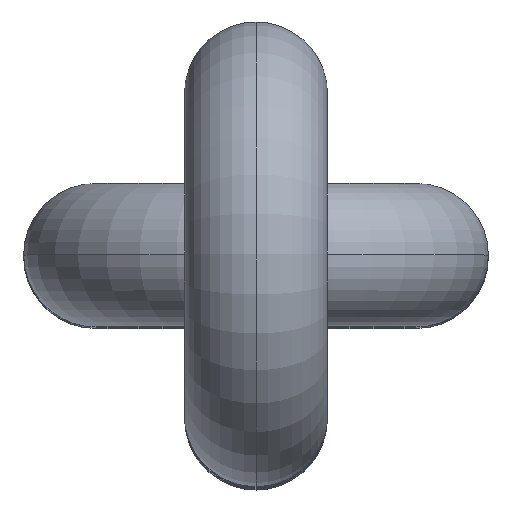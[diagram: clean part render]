
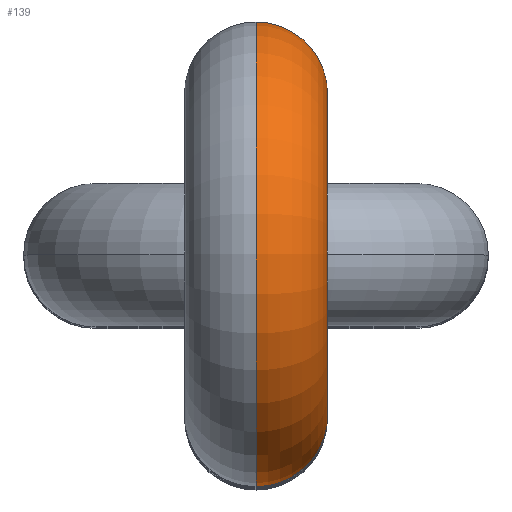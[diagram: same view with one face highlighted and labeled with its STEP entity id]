
A CAD part, top view. The second image highlights one B-rep face of the part: STEP entity #139.
In plain terms, the highlighted toroidal (fillet/blend) face has major radius 4.68 mm and minor radius 2.08 mm.
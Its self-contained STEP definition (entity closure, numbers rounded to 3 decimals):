
#7=CARTESIAN_POINT('',(0.,-4.68,6.8));
#8=DIRECTION('',(0.,0.,-1.));
#9=DIRECTION('',(0.,1.,0.));
#10=AXIS2_PLACEMENT_3D('',#7,#8,#9);
#21=CARTESIAN_POINT('',(0.,4.68,6.8));
#22=DIRECTION('',(0.,0.,1.));
#23=DIRECTION('',(0.,-1.,0.));
#24=AXIS2_PLACEMENT_3D('',#21,#22,#23);
#26=CARTESIAN_POINT('',(0.,0.,6.8));
#27=DIRECTION('',(1.,0.,0.));
#28=DIRECTION('',(0.,1.,0.));
#29=AXIS2_PLACEMENT_3D('',#26,#27,#28);
#73=CARTESIAN_POINT('',(0.,0.,6.8));
#74=DIRECTION('',(1.,0.,0.));
#75=DIRECTION('',(0.,1.,0.));
#76=AXIS2_PLACEMENT_3D('',#73,#74,#75);
#86=CARTESIAN_POINT('',(0.,2.6,6.8));
#87=CARTESIAN_POINT('',(0.,6.76,6.8));
#88=VERTEX_POINT('',#86);
#89=VERTEX_POINT('',#87);
#90=CARTESIAN_POINT('',(0.,-2.6,6.8));
#91=CARTESIAN_POINT('',(0.,-6.76,6.8));
#92=VERTEX_POINT('',#90);
#93=VERTEX_POINT('',#91);
#125=CARTESIAN_POINT('',(0.,0.,6.8));
#126=DIRECTION('',(1.,0.,0.));
#127=DIRECTION('',(0.,-1.,0.));
#128=AXIS2_PLACEMENT_3D('',#125,#126,#127);
#129=TOROIDAL_SURFACE('',#128,4.68,2.08);
#131=ORIENTED_EDGE('',*,*,#130,.F.);
#133=ORIENTED_EDGE('',*,*,#132,.T.);
#134=ORIENTED_EDGE('',*,*,#115,.T.);
#136=ORIENTED_EDGE('',*,*,#135,.F.);
#137=EDGE_LOOP('',(#131,#133,#134,#136));
#138=FACE_OUTER_BOUND('',#137,.F.);
#139=ADVANCED_FACE('',(#138),#129,.T.);
#11=CIRCLE('',#10,2.08);
#25=CIRCLE('',#24,2.08);
#30=CIRCLE('',#29,2.6);
#77=CIRCLE('',#76,6.76);
#115=EDGE_CURVE('',#92,#93,#11,.T.);
#130=EDGE_CURVE('',#88,#89,#25,.T.);
#132=EDGE_CURVE('',#88,#92,#30,.T.);
#135=EDGE_CURVE('',#89,#93,#77,.T.);
